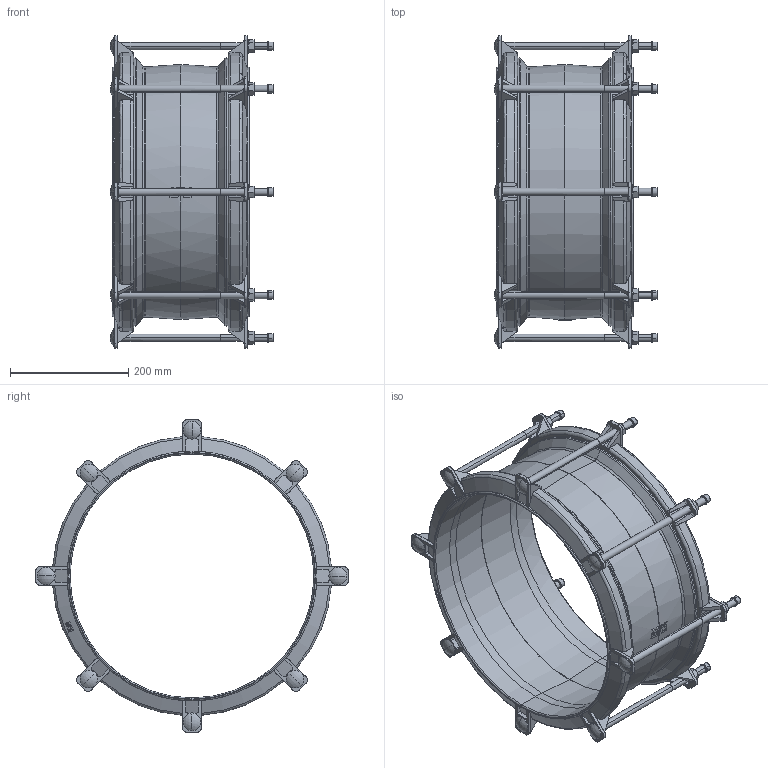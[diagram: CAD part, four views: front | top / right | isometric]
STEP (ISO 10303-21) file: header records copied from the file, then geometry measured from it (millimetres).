
FILE_DESCRIPTION (( 'STEP AP203' ), '1' );
FILE_NAME ('O_601_A_DN350_384-410mm_001XXXX_AA1_step.step', '2015-08-25T12:00:11', ( 'Windows User' ), ( 'AVK' ), 'SwSTEP 2.0', 'SolidWorks 2012', '' );
FILE_SCHEMA (( 'CONFIG_CONTROL_DESIGN' ));
Length unit declared in the file: millimetre
Products named in the file (1): O_601_A_DN350_384-410mm_001XXXX_AA1_step
Bounding box: 276.5 x 530 x 530.02 mm (x, y, z)
Volume: 4318516.4 mm3; surface area: 873293 mm2
Topology: 1 solids, 1 shells, 1487 faces, 4068 edges, 2556 vertices
Faces by surface type: plane 589, cylinder 527, cone 185, torus 74, bspline 64, sphere 48
Entity records: 53275 total; most frequent: CARTESIAN_POINT 18240, ORIENTED_EDGE 8072, DIRECTION 6496, EDGE_CURVE 4036, VERTEX_POINT 2556, AXIS2_PLACEMENT_3D 2446, VECTOR 1604, LINE 1604
